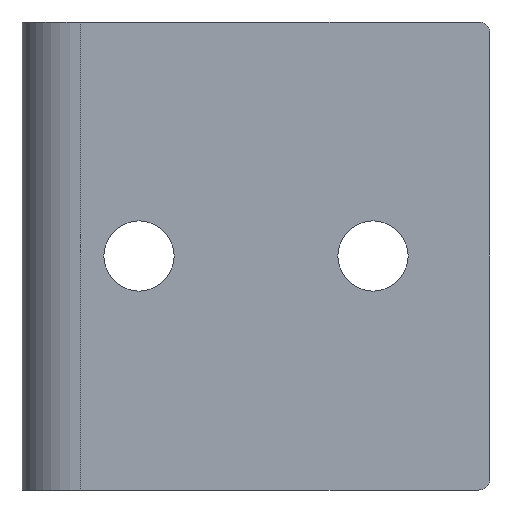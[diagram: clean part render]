
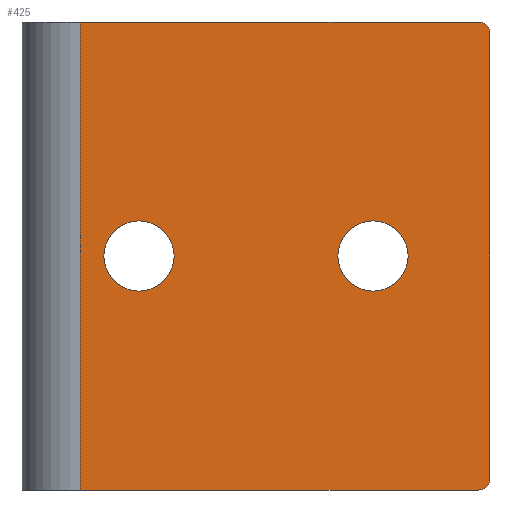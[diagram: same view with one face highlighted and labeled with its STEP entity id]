
A CAD part, front view. The second image highlights one B-rep face of the part: STEP entity #425.
In plain terms, the highlighted planar face has unit normal (0, -1, 0).
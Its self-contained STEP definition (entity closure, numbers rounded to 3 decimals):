
#102=CARTESIAN_POINT('',(-27.,0.,0.0));
#103=VERTEX_POINT('',#102);
#110=CARTESIAN_POINT('',(-33.0,0.,0.0));
#111=VERTEX_POINT('',#110);
#112=CARTESIAN_POINT('',(-30.,0.,0.0));
#113=DIRECTION('',(0.0,1.0,0.0));
#114=DIRECTION('',(-1.0,0.0,0.0));
#115=AXIS2_PLACEMENT_3D('',#112,#113,#114);
#116=CIRCLE('',#115,3.);
#117=EDGE_CURVE('',#111,#103,#116,.T.);
#144=CARTESIAN_POINT('',(-7.,0.0,0.0));
#145=VERTEX_POINT('',#144);
#152=CARTESIAN_POINT('',(-13.,0.0,0.0));
#153=VERTEX_POINT('',#152);
#154=CARTESIAN_POINT('',(-10.0,0.0,0.0));
#155=DIRECTION('',(0.0,1.0,0.0));
#156=DIRECTION('',(-1.0,0.0,0.0));
#157=AXIS2_PLACEMENT_3D('',#154,#155,#156);
#158=CIRCLE('',#157,3.);
#159=EDGE_CURVE('',#153,#145,#158,.T.);
#332=CARTESIAN_POINT('',(0.0,0.0,19.0));
#333=VERTEX_POINT('',#332);
#340=CARTESIAN_POINT('',(0.0,0.0,-19.0));
#341=VERTEX_POINT('',#340);
#342=CARTESIAN_POINT('',(0.0,0.0,-19.0));
#343=DIRECTION('',(0.0,0.0,1.0));
#344=VECTOR('',#343,38.0);
#345=LINE('',#342,#344);
#346=EDGE_CURVE('',#341,#333,#345,.T.);
#357=CARTESIAN_POINT('',(1.75,0.,-22.0));
#358=DIRECTION('',(0.0,1.0,0.0));
#359=DIRECTION('',(-1.0,0.0,0.0));
#360=AXIS2_PLACEMENT_3D('',#357,#358,#359);
#361=PLANE('',#360);
#362=CARTESIAN_POINT('',(-1.,0.0,20.0));
#363=VERTEX_POINT('',#362);
#364=CARTESIAN_POINT('',(-35.0,0.,20.0));
#365=VERTEX_POINT('',#364);
#366=CARTESIAN_POINT('',(-1.,0.,20.0));
#367=DIRECTION('',(-1.0,0.0,0.0));
#368=VECTOR('',#367,34.0);
#369=LINE('',#366,#368);
#370=EDGE_CURVE('',#363,#365,#369,.T.);
#371=ORIENTED_EDGE('',*,*,#370,.T.);
#372=CARTESIAN_POINT('',(-35.0,0.,-20.0));
#373=VERTEX_POINT('',#372);
#374=CARTESIAN_POINT('',(-35.0,0.,20.0));
#375=DIRECTION('',(0.0,0.0,-1.0));
#376=VECTOR('',#375,40.0);
#377=LINE('',#374,#376);
#378=EDGE_CURVE('',#365,#373,#377,.T.);
#379=ORIENTED_EDGE('',*,*,#378,.T.);
#380=CARTESIAN_POINT('',(-1.,0.0,-20.0));
#381=VERTEX_POINT('',#380);
#382=CARTESIAN_POINT('',(-1.,0.,-20.0));
#383=DIRECTION('',(-1.0,0.0,0.0));
#384=VECTOR('',#383,34.0);
#385=LINE('',#382,#384);
#386=EDGE_CURVE('',#381,#373,#385,.T.);
#387=ORIENTED_EDGE('',*,*,#386,.F.);
#388=CARTESIAN_POINT('',(-1.,0.0,-19.0));
#389=DIRECTION('',(0.0,-1.0,0.0));
#390=DIRECTION('',(-1.0,0.0,0.0));
#391=AXIS2_PLACEMENT_3D('',#388,#389,#390);
#392=CIRCLE('',#391,1.);
#393=EDGE_CURVE('',#381,#341,#392,.T.);
#394=ORIENTED_EDGE('',*,*,#393,.T.);
#395=ORIENTED_EDGE('',*,*,#346,.T.);
#396=CARTESIAN_POINT('',(-1.0,0.0,19.0));
#397=DIRECTION('',(0.0,-1.0,0.0));
#398=DIRECTION('',(-1.0,0.0,0.0));
#399=AXIS2_PLACEMENT_3D('',#396,#397,#398);
#400=CIRCLE('',#399,1.);
#401=EDGE_CURVE('',#333,#363,#400,.T.);
#402=ORIENTED_EDGE('',*,*,#401,.T.);
#403=EDGE_LOOP('',(#371,#379,#387,#394,#395,#402));
#404=FACE_OUTER_BOUND('',#403,.T.);
#405=ORIENTED_EDGE('',*,*,#159,.T.);
#406=CARTESIAN_POINT('',(-10.0,0.0,0.0));
#407=DIRECTION('',(0.0,1.0,0.0));
#408=DIRECTION('',(-1.0,0.0,0.0));
#409=AXIS2_PLACEMENT_3D('',#406,#407,#408);
#410=CIRCLE('',#409,3.);
#411=EDGE_CURVE('',#145,#153,#410,.T.);
#412=ORIENTED_EDGE('',*,*,#411,.T.);
#413=EDGE_LOOP('',(#405,#412));
#414=FACE_BOUND('',#413,.T.);
#415=ORIENTED_EDGE('',*,*,#117,.T.);
#416=CARTESIAN_POINT('',(-30.,0.,0.0));
#417=DIRECTION('',(0.0,1.0,0.0));
#418=DIRECTION('',(-1.0,0.0,0.0));
#419=AXIS2_PLACEMENT_3D('',#416,#417,#418);
#420=CIRCLE('',#419,3.);
#421=EDGE_CURVE('',#103,#111,#420,.T.);
#422=ORIENTED_EDGE('',*,*,#421,.T.);
#423=EDGE_LOOP('',(#415,#422));
#424=FACE_BOUND('',#423,.T.);
#425=ADVANCED_FACE('',(#404,#414,#424),#361,.F.);
